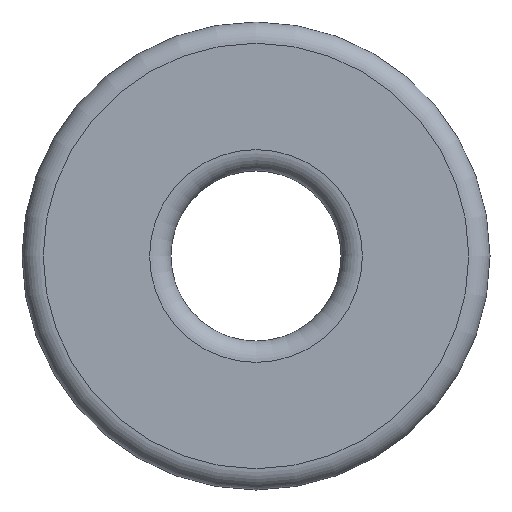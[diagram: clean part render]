
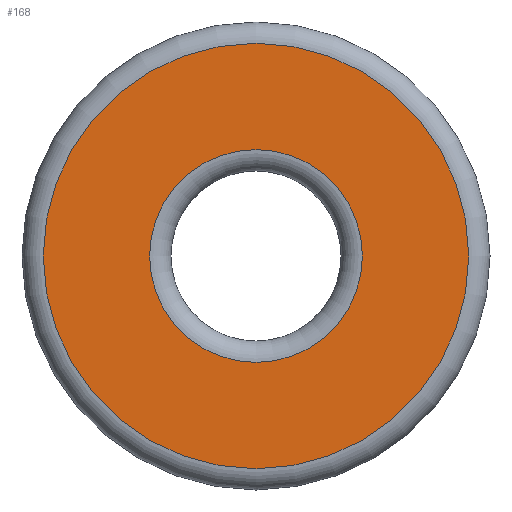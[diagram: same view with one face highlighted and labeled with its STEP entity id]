
A CAD part, front view. The second image highlights one B-rep face of the part: STEP entity #168.
In plain terms, the highlighted planar face has unit normal (0, -1, 0).
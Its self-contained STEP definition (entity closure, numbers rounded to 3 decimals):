
#16=FACE_BOUND('',#42,.T.);
#18=PLANE('',#199);
#30=FACE_OUTER_BOUND('',#41,.T.);
#41=EDGE_LOOP('',(#123));
#42=EDGE_LOOP('',(#124));
#54=CIRCLE('',#194,3.);
#58=CIRCLE('',#200,1.5);
#75=VERTEX_POINT('',#297);
#78=VERTEX_POINT('',#308);
#90=EDGE_CURVE('',#75,#75,#54,.T.);
#95=EDGE_CURVE('',#78,#78,#58,.T.);
#123=ORIENTED_EDGE('',*,*,#90,.F.);
#124=ORIENTED_EDGE('',*,*,#95,.F.);
#168=ADVANCED_FACE('',(#30,#16),#18,.T.);
#194=AXIS2_PLACEMENT_3D('',#299,#231,#232);
#199=AXIS2_PLACEMENT_3D('',#307,#242,#243);
#200=AXIS2_PLACEMENT_3D('',#309,#244,#245);
#231=DIRECTION('center_axis',(0.,1.,0.));
#232=DIRECTION('ref_axis',(1.,0.,0.));
#242=DIRECTION('center_axis',(0.,-1.,0.));
#243=DIRECTION('ref_axis',(-1.,0.,0.));
#244=DIRECTION('center_axis',(0.,-1.,0.));
#245=DIRECTION('ref_axis',(0.,0.,-1.));
#297=CARTESIAN_POINT('',(0.,0.,-3.));
#299=CARTESIAN_POINT('Origin',(0.,0.,0.));
#307=CARTESIAN_POINT('Origin',(0.,0.,0.));
#308=CARTESIAN_POINT('',(0.,0.,1.5));
#309=CARTESIAN_POINT('Origin',(0.,0.,0.));
